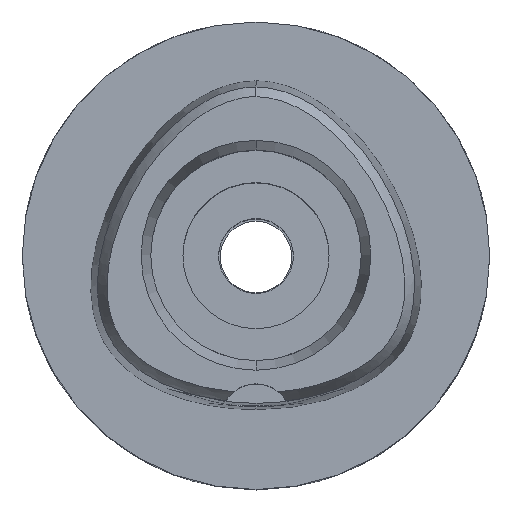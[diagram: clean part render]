
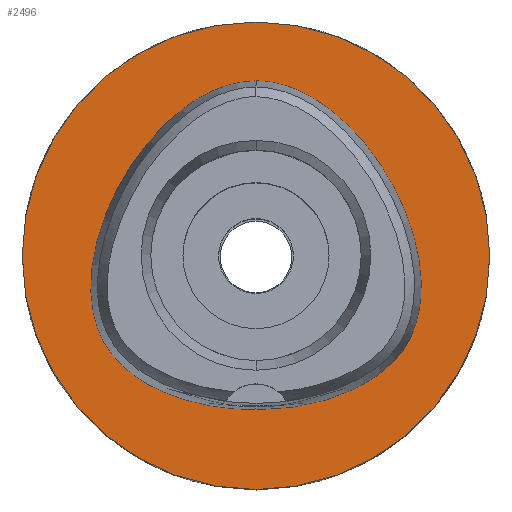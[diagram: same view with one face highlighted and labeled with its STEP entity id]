
A CAD part, top view. The second image highlights one B-rep face of the part: STEP entity #2496.
In plain terms, the highlighted planar face has unit normal (0, 0, 1).
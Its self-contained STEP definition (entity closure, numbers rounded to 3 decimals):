
#17 = CARTESIAN_POINT ( 'NONE',  ( 0., 14.963, 0. ) ) ;
#58 = CARTESIAN_POINT ( 'NONE',  ( 1.632, 14.847, 0. ) ) ;
#88 = EDGE_CURVE ( 'NONE', #1952, #3909, #903, .T. ) ;
#261 = DIRECTION ( 'NONE',  ( 0., 0., -1. ) ) ;
#321 = CARTESIAN_POINT ( 'NONE',  ( -10.811, -9.988, 0. ) ) ;
#386 = CARTESIAN_POINT ( 'NONE',  ( 13.738, -5.737, 0. ) ) ;
#411 = CARTESIAN_POINT ( 'NONE',  ( 12.525, -8.174, 0. ) ) ;
#424 = ORIENTED_EDGE ( 'NONE', *, *, #3486, .F. ) ;
#519 = EDGE_LOOP ( 'NONE', ( #2353, #885 ) ) ;
#597 = CARTESIAN_POINT ( 'NONE',  ( 0., 20., 0. ) ) ;
#641 = CARTESIAN_POINT ( 'NONE',  ( -1.632, 14.847, 0. ) ) ;
#644 = B_SPLINE_CURVE_WITH_KNOTS ( 'NONE', 3,
 ( #17, #4551, #641, #1379, #1020, #1092, #665, #2166, #2506, #3567, #2418, #3832, #2071, #3476, #2095, #3502, #321, #1753, #4575, #1400, #2808, #4225 ),
 .UNSPECIFIED., .F., .F.,
 ( 4, 1, 1, 1, 1, 1, 1, 1, 1, 1, 1, 1, 1, 1, 1, 1, 1, 1, 1, 4 ),
 ( 0., 0.042, 0.083, 0.167, 0.25, 0.333, 0.417, 0.5, 0.542, 0.583, 0.625, 0.646, 0.667, 0.688, 0.708, 0.75, 0.792, 0.833, 0.917, 1. ),
 .UNSPECIFIED. ) ;
#665 = CARTESIAN_POINT ( 'NONE',  ( -11.503, 6.641, 0. ) ) ;
#737 = CARTESIAN_POINT ( 'NONE',  ( 9.355, -10.965, 0. ) ) ;
#885 = ORIENTED_EDGE ( 'NONE', *, *, #2670, .F. ) ;
#903 = CIRCLE ( 'NONE', #3414, 20. ) ;
#988 = AXIS2_PLACEMENT_3D ( 'NONE', #4536, #261, #4070 ) ;
#1020 = CARTESIAN_POINT ( 'NONE',  ( -6.373, 12.669, 0. ) ) ;
#1064 = CIRCLE ( 'NONE', #3655, 20. ) ;
#1092 = CARTESIAN_POINT ( 'NONE',  ( -9.171, 9.964, 0. ) ) ;
#1104 = VERTEX_POINT ( 'NONE', #3240 ) ;
#1119 = CARTESIAN_POINT ( 'NONE',  ( 0., 14.963, 0. ) ) ;
#1136 = CARTESIAN_POINT ( 'NONE',  ( 0.544, 14.963, 0. ) ) ;
#1158 = CARTESIAN_POINT ( 'NONE',  ( 6.373, 12.669, 0. ) ) ;
#1177 = CARTESIAN_POINT ( 'NONE',  ( 11.837, -9.029, 0. ) ) ;
#1379 = CARTESIAN_POINT ( 'NONE',  ( -3.782, 14.194, 0. ) ) ;
#1400 = CARTESIAN_POINT ( 'NONE',  ( -4.043, -12.924, 0. ) ) ;
#1513 = CARTESIAN_POINT ( 'NONE',  ( 12.971, -7.489, 0. ) ) ;
#1645 = PLANE ( 'NONE',  #988 ) ;
#1721 = VERTEX_POINT ( 'NONE', #1119 ) ;
#1753 = CARTESIAN_POINT ( 'NONE',  ( -9.355, -10.965, 0. ) ) ;
#1841 = CARTESIAN_POINT ( 'NONE',  ( 9.171, 9.964, 0. ) ) ;
#1863 = CARTESIAN_POINT ( 'NONE',  ( 10.811, -9.988, 0. ) ) ;
#1918 = DIRECTION ( 'NONE',  ( 0., 1., 0. ) ) ;
#1952 = VERTEX_POINT ( 'NONE', #597 ) ;
#2071 = CARTESIAN_POINT ( 'NONE',  ( -13.341, -6.76, 0. ) ) ;
#2095 = CARTESIAN_POINT ( 'NONE',  ( -12.525, -8.174, 0. ) ) ;
#2164 = CARTESIAN_POINT ( 'NONE',  ( 14.056, -4.369, 0. ) ) ;
#2166 = CARTESIAN_POINT ( 'NONE',  ( -13.214, 2.96, 0. ) ) ;
#2197 = DIRECTION ( 'NONE',  ( 0., -1., 0. ) ) ;
#2308 = FACE_BOUND ( 'NONE', #4130, .T. ) ;
#2330 = DIRECTION ( 'NONE',  ( 0., 0., -1. ) ) ;
#2353 = ORIENTED_EDGE ( 'NONE', *, *, #88, .F. ) ;
#2400 = FACE_OUTER_BOUND ( 'NONE', #519, .T. ) ;
#2418 = CARTESIAN_POINT ( 'NONE',  ( -14.056, -4.369, 0. ) ) ;
#2496 = ADVANCED_FACE ( 'NONE', ( #2400, #2308 ), #1645, .F. ) ;
#2506 = CARTESIAN_POINT ( 'NONE',  ( -14.001, -0.186, 0. ) ) ;
#2524 = CARTESIAN_POINT ( 'NONE',  ( 13.341, -6.76, 0. ) ) ;
#2670 = EDGE_CURVE ( 'NONE', #3909, #1952, #1064, .T. ) ;
#2808 = CARTESIAN_POINT ( 'NONE',  ( -1.348, -13.163, 0. ) ) ;
#2899 = CARTESIAN_POINT ( 'NONE',  ( 1.348, -13.163, 0. ) ) ;
#3220 = CARTESIAN_POINT ( 'NONE',  ( 14.001, -0.186, 0. ) ) ;
#3240 = CARTESIAN_POINT ( 'NONE',  ( 0., -13.163, 0. ) ) ;
#3241 = CARTESIAN_POINT ( 'NONE',  ( 3.782, 14.194, 0. ) ) ;
#3300 = CARTESIAN_POINT ( 'NONE',  ( 0., 0., 0. ) ) ;
#3414 = AXIS2_PLACEMENT_3D ( 'NONE', #3300, #2330, #1918 ) ;
#3476 = CARTESIAN_POINT ( 'NONE',  ( -12.971, -7.489, 0. ) ) ;
#3486 = EDGE_CURVE ( 'NONE', #1104, #1721, #4039, .T. ) ;
#3502 = CARTESIAN_POINT ( 'NONE',  ( -11.837, -9.029, 0. ) ) ;
#3567 = CARTESIAN_POINT ( 'NONE',  ( -14.173, -2.619, 0. ) ) ;
#3591 = CARTESIAN_POINT ( 'NONE',  ( 11.503, 6.641, 0. ) ) ;
#3620 = CARTESIAN_POINT ( 'NONE',  ( 0., 0., 0. ) ) ;
#3655 = AXIS2_PLACEMENT_3D ( 'NONE', #3620, #3996, #2197 ) ;
#3832 = CARTESIAN_POINT ( 'NONE',  ( -13.738, -5.737, 0. ) ) ;
#3909 = VERTEX_POINT ( 'NONE', #4502 ) ;
#3917 = CARTESIAN_POINT ( 'NONE',  ( 4.043, -12.924, 0. ) ) ;
#3939 = CARTESIAN_POINT ( 'NONE',  ( 13.214, 2.96, 0. ) ) ;
#3965 = CARTESIAN_POINT ( 'NONE',  ( 0., 14.963, 0. ) ) ;
#3979 = ORIENTED_EDGE ( 'NONE', *, *, #4567, .F. ) ;
#3996 = DIRECTION ( 'NONE',  ( 0., 0., -1. ) ) ;
#4039 = B_SPLINE_CURVE_WITH_KNOTS ( 'NONE', 3,
 ( #4346, #2899, #3917, #4364, #737, #1863, #1177, #411, #1513, #2524, #386, #2164, #4317, #3220, #3939, #3591, #1841, #1158, #3241, #58, #1136, #3965 ),
 .UNSPECIFIED., .F., .F.,
 ( 4, 1, 1, 1, 1, 1, 1, 1, 1, 1, 1, 1, 1, 1, 1, 1, 1, 1, 1, 4 ),
 ( 0., 0.083, 0.167, 0.208, 0.25, 0.292, 0.312, 0.333, 0.354, 0.375, 0.417, 0.458, 0.5, 0.583, 0.667, 0.75, 0.833, 0.917, 0.958, 1. ),
 .UNSPECIFIED. ) ;
#4070 = DIRECTION ( 'NONE',  ( 0., -1., 0. ) ) ;
#4130 = EDGE_LOOP ( 'NONE', ( #3979, #424 ) ) ;
#4225 = CARTESIAN_POINT ( 'NONE',  ( 0., -13.163, 0. ) ) ;
#4317 = CARTESIAN_POINT ( 'NONE',  ( 14.173, -2.619, 0. ) ) ;
#4346 = CARTESIAN_POINT ( 'NONE',  ( 0., -13.163, 0. ) ) ;
#4364 = CARTESIAN_POINT ( 'NONE',  ( 7.162, -12.032, 0. ) ) ;
#4502 = CARTESIAN_POINT ( 'NONE',  ( 0., -20., 0. ) ) ;
#4536 = CARTESIAN_POINT ( 'NONE',  ( 0., 0., 0. ) ) ;
#4551 = CARTESIAN_POINT ( 'NONE',  ( -0.544, 14.963, 0. ) ) ;
#4567 = EDGE_CURVE ( 'NONE', #1721, #1104, #644, .T. ) ;
#4575 = CARTESIAN_POINT ( 'NONE',  ( -7.162, -12.032, 0. ) ) ;
